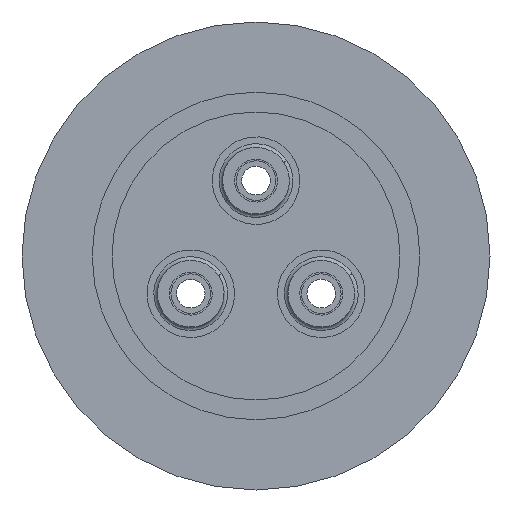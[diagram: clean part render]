
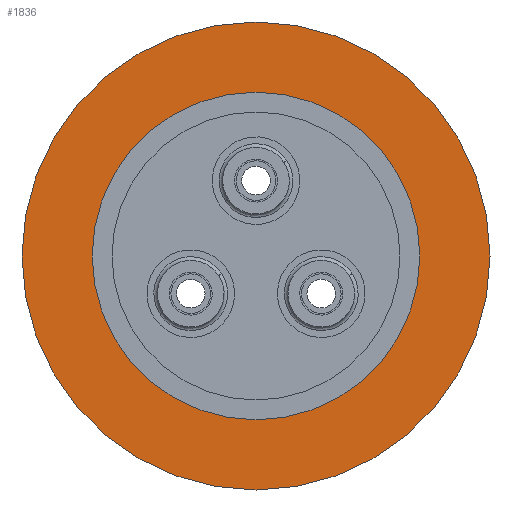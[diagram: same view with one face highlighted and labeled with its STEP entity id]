
A CAD part, front view. The second image highlights one B-rep face of the part: STEP entity #1836.
In plain terms, the highlighted planar face has unit normal (0, -1, 0).
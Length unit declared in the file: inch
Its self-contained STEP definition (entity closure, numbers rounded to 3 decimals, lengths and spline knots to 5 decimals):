
#24 = DIRECTION ( 'NONE',  ( 0., -1., 0. ) ) ;
#313 = DIRECTION ( 'NONE',  ( 0., 1., 0. ) ) ;
#332 = ORIENTED_EDGE ( 'NONE', *, *, #394, .T. ) ;
#334 = FACE_OUTER_BOUND ( 'NONE', #579, .T. ) ;
#345 = AXIS2_PLACEMENT_3D ( 'NONE', #3370, #313, #2537 ) ;
#390 = CIRCLE ( 'NONE', #4611, 1.475 ) ;
#394 = EDGE_CURVE ( 'NONE', #1428, #1540, #390, .T. ) ;
#446 = CARTESIAN_POINT ( 'NONE',  ( 0., 0., 0. ) ) ;
#552 = CIRCLE ( 'NONE', #3331, 1.0325 ) ;
#579 = EDGE_LOOP ( 'NONE', ( #332, #1107 ) ) ;
#1002 = EDGE_CURVE ( 'NONE', #3153, #3802, #3880, .T. ) ;
#1043 = FACE_BOUND ( 'NONE', #2508, .T. ) ;
#1107 = ORIENTED_EDGE ( 'NONE', *, *, #1937, .T. ) ;
#1176 = DIRECTION ( 'NONE',  ( 0., 0., -1. ) ) ;
#1191 = CARTESIAN_POINT ( 'NONE',  ( 0., 0., 0. ) ) ;
#1428 = VERTEX_POINT ( 'NONE', #4907 ) ;
#1513 = CARTESIAN_POINT ( 'NONE',  ( 0., 0., 1.475 ) ) ;
#1540 = VERTEX_POINT ( 'NONE', #1513 ) ;
#1595 = DIRECTION ( 'NONE',  ( 0., 0., -1. ) ) ;
#1804 = CARTESIAN_POINT ( 'NONE',  ( 0., 0., -1.0325 ) ) ;
#1835 = PLANE ( 'NONE',  #345 ) ;
#1836 = ADVANCED_FACE ( 'NONE', ( #1043, #334 ), #1835, .F. ) ;
#1937 = EDGE_CURVE ( 'NONE', #1540, #1428, #2420, .T. ) ;
#2204 = ORIENTED_EDGE ( 'NONE', *, *, #2705, .F. ) ;
#2334 = ORIENTED_EDGE ( 'NONE', *, *, #1002, .F. ) ;
#2356 = DIRECTION ( 'NONE',  ( 0., -1., 0. ) ) ;
#2420 = CIRCLE ( 'NONE', #3052, 1.475 ) ;
#2508 = EDGE_LOOP ( 'NONE', ( #2204, #2334 ) ) ;
#2537 = DIRECTION ( 'NONE',  ( 0., 0., 1. ) ) ;
#2598 = CARTESIAN_POINT ( 'NONE',  ( 0., 0., 0. ) ) ;
#2603 = AXIS2_PLACEMENT_3D ( 'NONE', #2598, #3761, #4118 ) ;
#2705 = EDGE_CURVE ( 'NONE', #3802, #3153, #552, .T. ) ;
#3018 = CARTESIAN_POINT ( 'NONE',  ( 0., 0., 0. ) ) ;
#3052 = AXIS2_PLACEMENT_3D ( 'NONE', #1191, #24, #3105 ) ;
#3105 = DIRECTION ( 'NONE',  ( 0., 0., -1. ) ) ;
#3153 = VERTEX_POINT ( 'NONE', #4074 ) ;
#3331 = AXIS2_PLACEMENT_3D ( 'NONE', #446, #2356, #1595 ) ;
#3370 = CARTESIAN_POINT ( 'NONE',  ( -1.0325, 0., 0. ) ) ;
#3761 = DIRECTION ( 'NONE',  ( 0., -1., 0. ) ) ;
#3802 = VERTEX_POINT ( 'NONE', #1804 ) ;
#3880 = CIRCLE ( 'NONE', #2603, 1.0325 ) ;
#4074 = CARTESIAN_POINT ( 'NONE',  ( 0., 0., 1.0325 ) ) ;
#4118 = DIRECTION ( 'NONE',  ( 0., 0., -1. ) ) ;
#4602 = DIRECTION ( 'NONE',  ( 0., -1., 0. ) ) ;
#4611 = AXIS2_PLACEMENT_3D ( 'NONE', #3018, #4602, #1176 ) ;
#4907 = CARTESIAN_POINT ( 'NONE',  ( 0., 0., -1.475 ) ) ;
